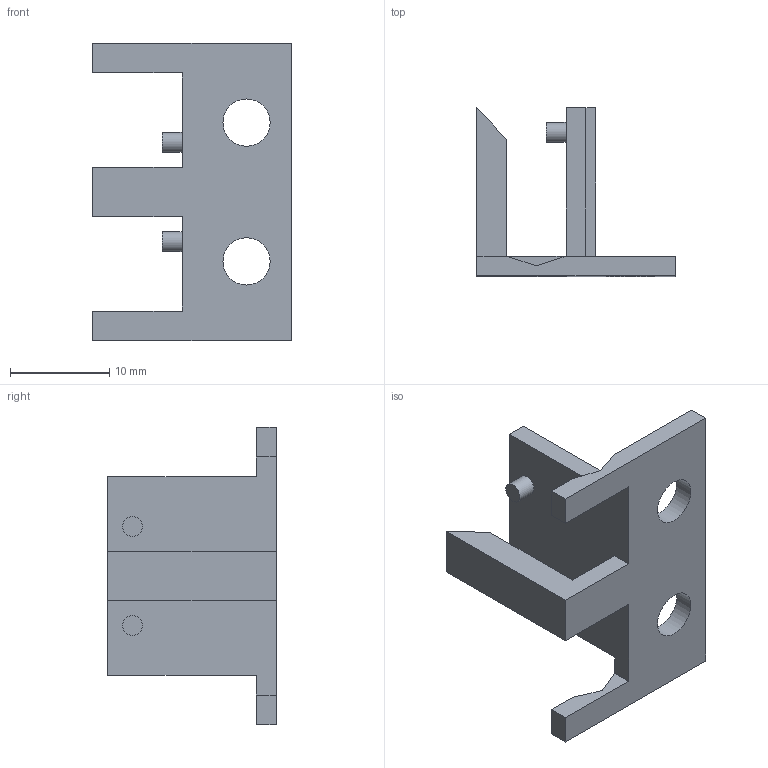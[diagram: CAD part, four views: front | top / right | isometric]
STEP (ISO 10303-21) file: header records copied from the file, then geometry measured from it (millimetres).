
FILE_DESCRIPTION(/* description */ (''),/* implementation_level */ '2;1');
FILE_NAME(/* name */ 'Mikroswitch Bracket.stp',/* time_stamp */ '2019-08-17T18:14:46+02:00',/* author */ ('David'),/* organization */ (''),/* preprocessor_version */ 'ST-DEVELOPER v17',/* originating_system */ 'Autodesk Inventor 2019',/* authorisation */ '');
FILE_SCHEMA (('AUTOMOTIVE_DESIGN { 1 0 10303 214 3 1 1 }'));
Length unit declared in the file: millimetre
Products named in the file (1): Mikroswitch Bracket
Bounding box: 20 x 17 x 30 mm (x, y, z)
Volume: 1625.5 mm3; surface area: 2074.2 mm2
Topology: 1 solids, 1 shells, 40 faces, 106 edges, 70 vertices
Faces by surface type: plane 36, cylinder 4
Full cylindrical faces by diameter (mm): 2 x2, 4.763 x2
Entity records: 1269 total; most frequent: CARTESIAN_POINT 217, ORIENTED_EDGE 212, DIRECTION 196, EDGE_CURVE 106, LINE 98, VECTOR 98, VERTEX_POINT 70, AXIS2_PLACEMENT_3D 49
